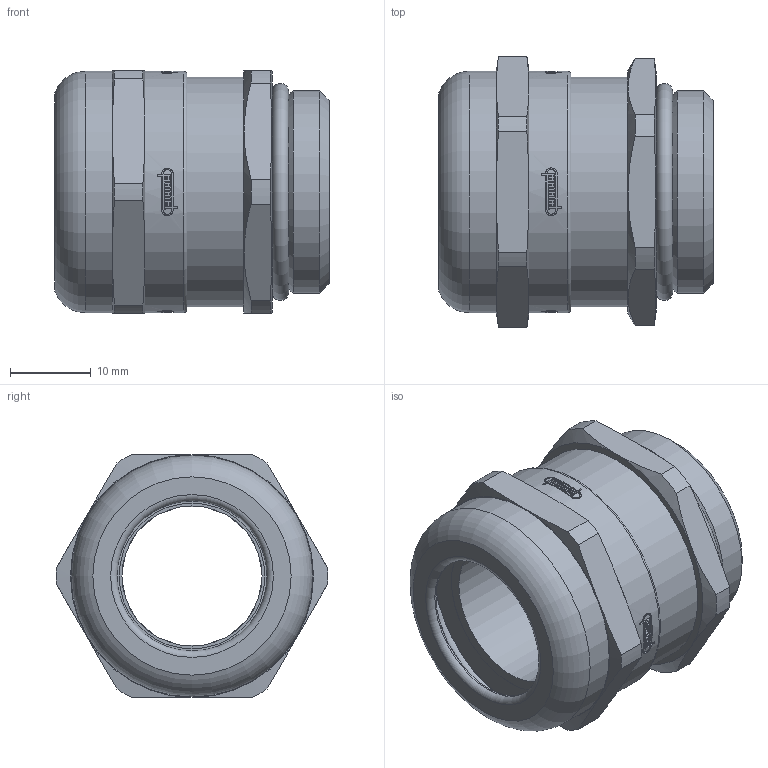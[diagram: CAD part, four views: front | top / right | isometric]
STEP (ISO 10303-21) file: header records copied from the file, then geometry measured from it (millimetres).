
FILE_DESCRIPTION(/* description */ ('HSK-M-EMV Metr.-Cable Glands'),/* implementation_level */ '2;1');
FILE_NAME(/* name */ '1691125050.stp',/* time_stamp */ '2021-10-13T10:00:25+02:00',/* author */ ('sl'),/* organization */ ('HUMMEL'),/* preprocessor_version */ 'ST-DEVELOPER v16.5',/* originating_system */ 'Autodesk Inventor 2017',/* authorisation */ '');
FILE_SCHEMA (('AUTOMOTIVE_DESIGN { 1 0 10303 214 3 1 1 }'));
Length unit declared in the file: millimetre
Products named in the file (5): HSK-M-EMV 1.691.2500.50; HSK-M-EMV 1.691.2500.50-Gland; HSK-M-EMV 1.691.2500.50-Nut; HSK-M-EMV 1.691.2500.50-Clamping insert; HSK-M-EMV 1.691.2500.50-Sealing insert
Assembly tree (4 placements, depth 2):
  HSK-M-EMV 1.691.2500.50
    HSK-M-EMV 1.691.2500.50-Gland
    HSK-M-EMV 1.691.2500.50-Nut
    HSK-M-EMV 1.691.2500.50-Clamping insert
    HSK-M-EMV 1.691.2500.50-Sealing insert
Bounding box: 33.84 x 33.49 x 30 mm (x, y, z)
Volume: 12529.9 mm3; surface area: 13629.9 mm2
Topology: 4 solids, 4 shells, 425 faces, 1114 edges, 732 vertices
Faces by surface type: plane 320, cylinder 72, cone 27, torus 6
Full cylindrical faces by diameter (mm): 18 x1, 18.2 x1, 18.5 x1, 20.6 x4, 22.8 x1, 24 x2, 25 x1, 25.5 x2, 26.78 x1, 27.4 x1, 27.54 x2, 28.3 x1, 29.8 x2
Entity records: 13562 total; most frequent: CARTESIAN_POINT 2910, DIRECTION 2258, ORIENTED_EDGE 2146, EDGE_CURVE 1073, AXIS2_PLACEMENT_3D 825, VERTEX_POINT 727, LINE 608, VECTOR 608
